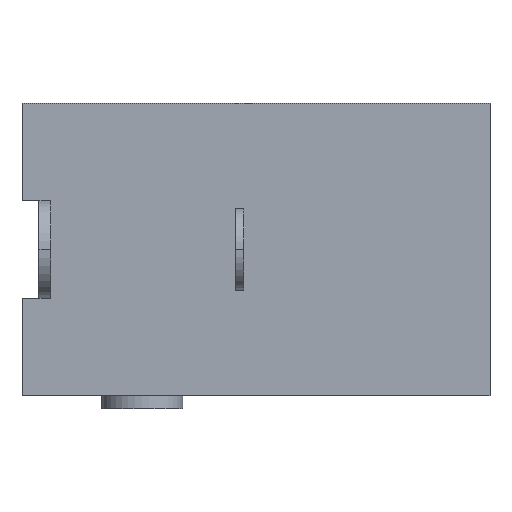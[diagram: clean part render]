
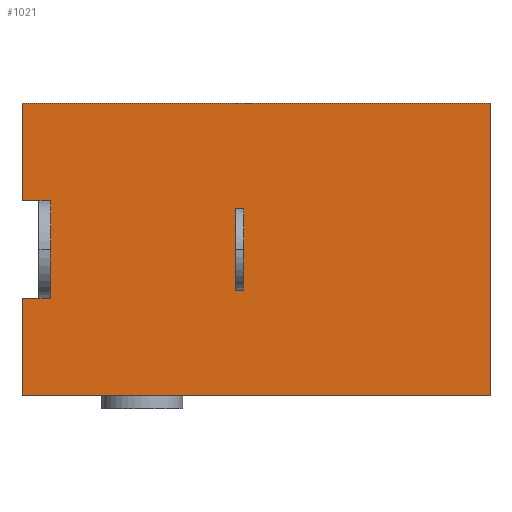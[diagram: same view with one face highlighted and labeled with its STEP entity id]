
A CAD part, front view. The second image highlights one B-rep face of the part: STEP entity #1021.
In plain terms, the highlighted planar face has unit normal (0, -1, 0).
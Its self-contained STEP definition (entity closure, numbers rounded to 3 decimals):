
#5=DIRECTION('',(-1.,0.,0.));
#6=VECTOR('',#5,2.5);
#7=CARTESIAN_POINT('',(-9.45,-6.5,-4.5));
#8=LINE('',#7,#6);
#81=DIRECTION('',(-1.,0.,0.));
#82=VECTOR('',#81,9.45);
#83=CARTESIAN_POINT('',(0.,-6.5,-4.5));
#84=LINE('',#83,#82);
#89=DIRECTION('',(-1.,0.,0.));
#90=VECTOR('',#89,2.45);
#91=CARTESIAN_POINT('',(-11.95,-6.5,-4.5));
#92=LINE('',#91,#90);
#97=DIRECTION('',(0.,0.,-1.));
#98=VECTOR('',#97,3.);
#99=CARTESIAN_POINT('',(-14.4,-6.5,4.5));
#100=LINE('',#99,#98);
#101=DIRECTION('',(-1.,0.,0.));
#102=VECTOR('',#101,0.52);
#103=CARTESIAN_POINT('',(-13.88,-6.5,1.5));
#104=LINE('',#103,#102);
#195=DIRECTION('',(1.,0.,0.));
#196=VECTOR('',#195,0.52);
#197=CARTESIAN_POINT('',(-14.4,-6.5,-1.5));
#198=LINE('',#197,#196);
#203=DIRECTION('',(0.,0.,1.));
#204=VECTOR('',#203,3.);
#205=CARTESIAN_POINT('',(-14.4,-6.5,-4.5));
#206=LINE('',#205,#204);
#289=DIRECTION('',(1.,0.,0.));
#290=VECTOR('',#289,14.4);
#291=CARTESIAN_POINT('',(-14.4,-6.5,4.5));
#292=LINE('',#291,#290);
#365=DIRECTION('',(0.,0.,-1.));
#366=VECTOR('',#365,9.);
#367=CARTESIAN_POINT('',(0.,-6.5,4.5));
#368=LINE('',#367,#366);
#491=DIRECTION('',(-1.,0.,0.));
#492=VECTOR('',#491,0.36);
#493=CARTESIAN_POINT('',(-13.52,-6.5,1.5));
#494=LINE('',#493,#492);
#508=DIRECTION('',(0.,0.,1.));
#509=VECTOR('',#508,3.);
#510=CARTESIAN_POINT('',(-13.52,-6.5,-1.5));
#511=LINE('',#510,#509);
#535=DIRECTION('',(1.,0.,0.));
#536=VECTOR('',#535,0.36);
#537=CARTESIAN_POINT('',(-13.88,-6.5,-1.5));
#538=LINE('',#537,#536);
#555=DIRECTION('',(1.,0.,0.));
#556=VECTOR('',#555,0.25);
#557=CARTESIAN_POINT('',(-7.825,-6.5,-1.25));
#558=LINE('',#557,#556);
#572=DIRECTION('',(0.,0.,1.));
#573=VECTOR('',#572,2.5);
#574=CARTESIAN_POINT('',(-7.575,-6.5,-1.25));
#575=LINE('',#574,#573);
#599=DIRECTION('',(-1.,0.,0.));
#600=VECTOR('',#599,0.25);
#601=CARTESIAN_POINT('',(-7.575,-6.5,1.25));
#602=LINE('',#601,#600);
#611=DIRECTION('',(0.,0.,-1.));
#612=VECTOR('',#611,2.5);
#613=CARTESIAN_POINT('',(-7.825,-6.5,1.25));
#614=LINE('',#613,#612);
#660=CARTESIAN_POINT('',(-7.575,-6.5,1.25));
#662=VERTEX_POINT('',#660);
#683=CARTESIAN_POINT('',(0.,-6.5,-4.5));
#684=CARTESIAN_POINT('',(-9.45,-6.5,-4.5));
#685=VERTEX_POINT('',#683);
#686=VERTEX_POINT('',#684);
#700=CARTESIAN_POINT('',(-7.825,-6.5,-1.25));
#702=VERTEX_POINT('',#700);
#711=CARTESIAN_POINT('',(-7.575,-6.5,-1.25));
#712=VERTEX_POINT('',#711);
#729=CARTESIAN_POINT('',(0.,-6.5,4.5));
#730=VERTEX_POINT('',#729);
#731=CARTESIAN_POINT('',(-13.88,-6.5,-1.5));
#732=CARTESIAN_POINT('',(-13.52,-6.5,-1.5));
#733=VERTEX_POINT('',#731);
#734=VERTEX_POINT('',#732);
#744=CARTESIAN_POINT('',(-13.88,-6.5,1.5));
#746=VERTEX_POINT('',#744);
#793=CARTESIAN_POINT('',(-14.4,-6.5,-1.5));
#794=VERTEX_POINT('',#793);
#801=CARTESIAN_POINT('',(-14.4,-6.5,4.5));
#802=VERTEX_POINT('',#801);
#803=CARTESIAN_POINT('',(-14.4,-6.5,1.5));
#804=VERTEX_POINT('',#803);
#807=CARTESIAN_POINT('',(-13.52,-6.5,1.5));
#808=VERTEX_POINT('',#807);
#817=CARTESIAN_POINT('',(-14.4,-6.5,-4.5));
#818=VERTEX_POINT('',#817);
#839=CARTESIAN_POINT('',(-7.825,-6.5,1.25));
#840=VERTEX_POINT('',#839);
#851=CARTESIAN_POINT('',(-11.95,-6.5,-4.5));
#852=VERTEX_POINT('',#851);
#983=CARTESIAN_POINT('',(-14.4,-6.5,4.5));
#984=DIRECTION('',(0.,-1.,0.));
#985=DIRECTION('',(0.707,0.,-0.707));
#986=AXIS2_PLACEMENT_3D('',#983,#984,#985);
#987=PLANE('',#986);
#989=ORIENTED_EDGE('',*,*,#988,.T.);
#991=ORIENTED_EDGE('',*,*,#990,.F.);
#993=ORIENTED_EDGE('',*,*,#992,.T.);
#995=ORIENTED_EDGE('',*,*,#994,.T.);
#996=ORIENTED_EDGE('',*,*,#950,.T.);
#997=ORIENTED_EDGE('',*,*,#878,.T.);
#998=ORIENTED_EDGE('',*,*,#974,.T.);
#1000=ORIENTED_EDGE('',*,*,#999,.T.);
#1002=ORIENTED_EDGE('',*,*,#1001,.T.);
#1004=ORIENTED_EDGE('',*,*,#1003,.T.);
#1006=ORIENTED_EDGE('',*,*,#1005,.T.);
#1008=ORIENTED_EDGE('',*,*,#1007,.T.);
#1009=EDGE_LOOP('',(#989,#991,#993,#995,#996,#997,#998,#1000,#1002,#1004,#1006,
#1008));
#1010=FACE_OUTER_BOUND('',#1009,.F.);
#1012=ORIENTED_EDGE('',*,*,#1011,.T.);
#1014=ORIENTED_EDGE('',*,*,#1013,.T.);
#1016=ORIENTED_EDGE('',*,*,#1015,.T.);
#1018=ORIENTED_EDGE('',*,*,#1017,.T.);
#1019=EDGE_LOOP('',(#1012,#1014,#1016,#1018));
#1020=FACE_BOUND('',#1019,.F.);
#1021=ADVANCED_FACE('',(#1010,#1020),#987,.T.);
#878=EDGE_CURVE('',#686,#852,#8,.T.);
#950=EDGE_CURVE('',#685,#686,#84,.T.);
#974=EDGE_CURVE('',#852,#818,#92,.T.);
#988=EDGE_CURVE('',#746,#804,#104,.T.);
#990=EDGE_CURVE('',#802,#804,#100,.T.);
#992=EDGE_CURVE('',#802,#730,#292,.T.);
#994=EDGE_CURVE('',#730,#685,#368,.T.);
#999=EDGE_CURVE('',#818,#794,#206,.T.);
#1001=EDGE_CURVE('',#794,#733,#198,.T.);
#1003=EDGE_CURVE('',#733,#734,#538,.T.);
#1005=EDGE_CURVE('',#734,#808,#511,.T.);
#1007=EDGE_CURVE('',#808,#746,#494,.T.);
#1011=EDGE_CURVE('',#702,#712,#558,.T.);
#1013=EDGE_CURVE('',#712,#662,#575,.T.);
#1015=EDGE_CURVE('',#662,#840,#602,.T.);
#1017=EDGE_CURVE('',#840,#702,#614,.T.);
